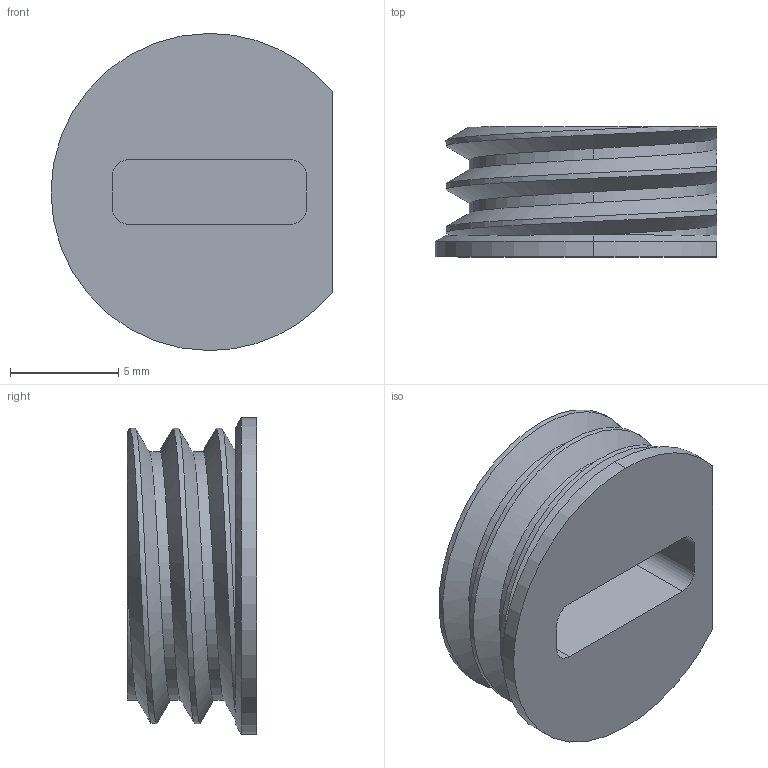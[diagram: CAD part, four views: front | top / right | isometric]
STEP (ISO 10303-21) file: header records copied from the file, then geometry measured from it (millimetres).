
FILE_DESCRIPTION (( 'STEP AP203' ), '1' );
FILE_NAME ('nut_red.STEP', '2024-12-12T07:59:24', ( '' ), ( '' ), 'SwSTEP 2.0', 'SolidWorks 2022', '' );
FILE_SCHEMA (( 'CONFIG_CONTROL_DESIGN' ));
Length unit declared in the file: millimetre
Products named in the file (1): nut_red
Bounding box: 13.04 x 6 x 14.67 mm (x, y, z)
Volume: 651.7 mm3; surface area: 744.1 mm2
Topology: 1 solids, 1 shells, 39 faces, 103 edges, 67 vertices
Faces by surface type: cylinder 16, plane 10, bspline 10, cone 3
Entity records: 3897 total; most frequent: CARTESIAN_POINT 2992, ORIENTED_EDGE 206, DIRECTION 137, EDGE_CURVE 103, VERTEX_POINT 67, AXIS2_PLACEMENT_3D 50, EDGE_LOOP 40, FACE_OUTER_BOUND 39
